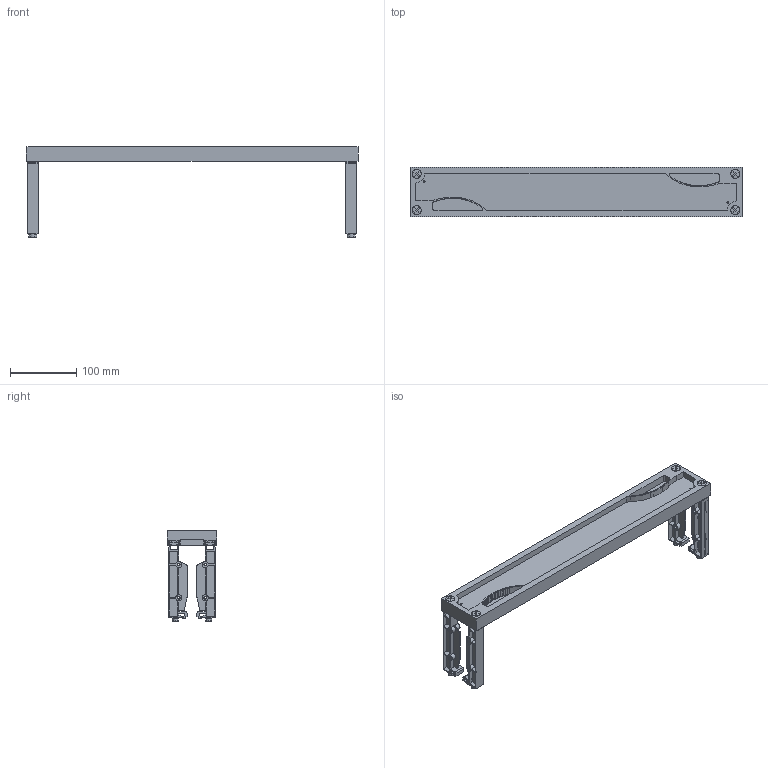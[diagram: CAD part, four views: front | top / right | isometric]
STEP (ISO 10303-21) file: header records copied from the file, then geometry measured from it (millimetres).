
FILE_DESCRIPTION(('STEP AP214'),'1');
FILE_NAME('cctmp_D81811D8-FE52-4EA9-B66E-28D8711DB9FD_2023_07_22_14_40_59_0005..stp','2023-07-22T12:40:59',('SIEMENS A&D'),('CADClick - www.CADClick.com'),'Spatial InterOp 3D postprocessed',' ','unknown authorization');
FILE_SCHEMA(('AUTOMOTIVE_DESIGN'));
Length unit declared in the file: millimetre
Products named in the file (10): cc_unnamed; 2023_07_22_14_40_58_0964; 2023_07_22_14_40_58_0960; 2023_07_22_14_40_58_0956; 2023_07_22_14_40_58_0952; 2023_07_22_14_40_58_0948; 2023_07_22_14_40_58_0944; 2023_07_22_14_40_58_0940; 2023_07_22_14_40_58_0936; 2023_07_22_14_40_58_0933
Assembly tree (9 placements, depth 2):
  cc_unnamed
    2023_07_22_14_40_58_0964
    2023_07_22_14_40_58_0960
    2023_07_22_14_40_58_0956
    2023_07_22_14_40_58_0952
    2023_07_22_14_40_58_0948
    2023_07_22_14_40_58_0944
    2023_07_22_14_40_58_0940
    2023_07_22_14_40_58_0936
    2023_07_22_14_40_58_0933
Bounding box: 500 x 75 x 137.23 mm (x, y, z)
Volume: 412385.7 mm3; surface area: 193672.6 mm2
Topology: 9 solids, 9 shells, 880 faces, 2380 edges, 1568 vertices
Faces by surface type: plane 602, cylinder 254, torus 16, cone 8
Entity records: 30940 total; most frequent: CARTESIAN_POINT 5310, ORIENTED_EDGE 4760, DIRECTION 4756, EDGE_CURVE 2380, LINE 1672, VECTOR 1672, VERTEX_POINT 1568, AXIS2_PLACEMENT_3D 1542
